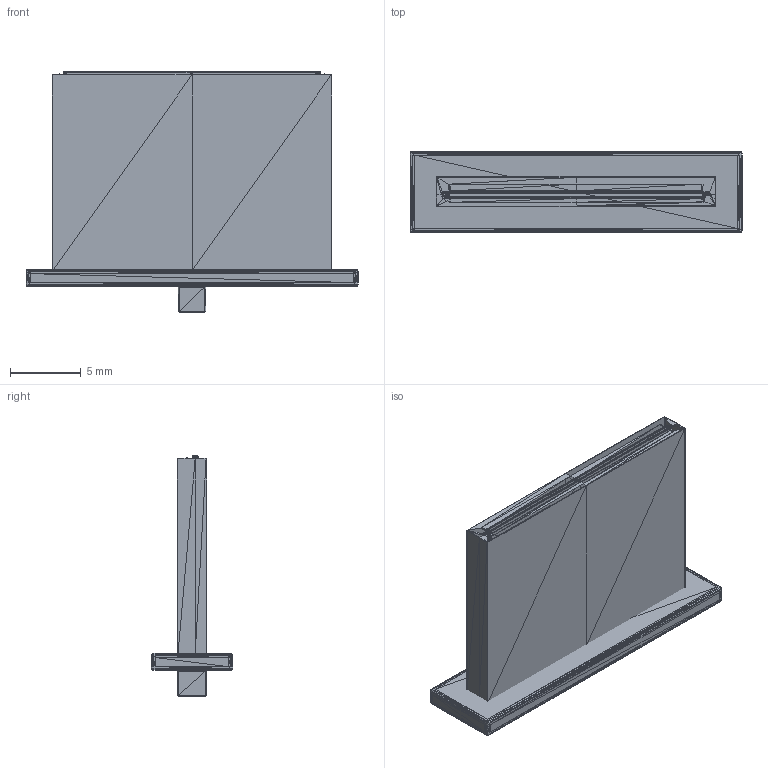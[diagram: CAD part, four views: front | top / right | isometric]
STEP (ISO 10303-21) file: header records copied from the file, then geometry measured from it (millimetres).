
FILE_DESCRIPTION(('FreeCAD Model'),'2;1');
FILE_NAME('Open CASCADE Shape Model','2024-12-12T11:36:37',('Author'),( ''),'Open CASCADE STEP processor 7.6','FreeCAD','Unknown');
FILE_SCHEMA(('AUTOMOTIVE_DESIGN { 1 0 10303 214 1 1 1 1 }'));
Length unit declared in the file: millimetre
Products named in the file (1): Produto_11___Cascata_de_parede001
Bounding box: 23.45 x 5.77 x 17.01 mm (x, y, z)
Surface area: 1811.6 mm2 (no closed solid volume)
Topology: 0 solids, 3 shells, 2234 faces, 3391 edges, 1155 vertices
Faces by surface type: plane 2234
Entity records: 43902 total; most frequent: DIRECTION 7861, CARTESIAN_POINT 6781, ORIENTED_EDGE 6713, EDGE_CURVE 3391, LINE 3391, VECTOR 3391, AXIS2_PLACEMENT_3D 2235, ADVANCED_FACE 2234
